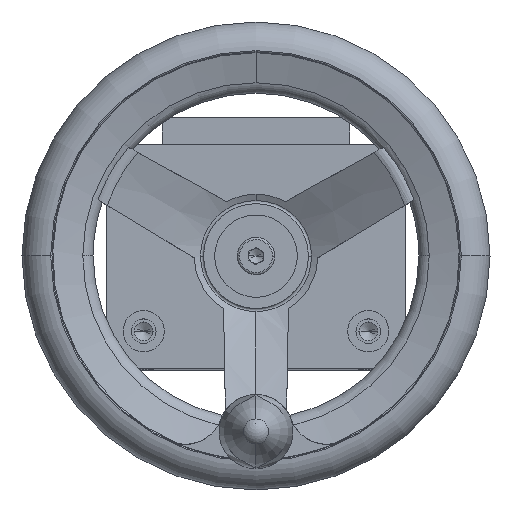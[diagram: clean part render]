
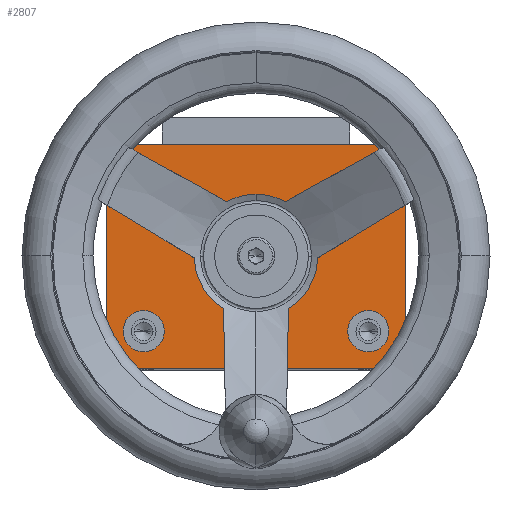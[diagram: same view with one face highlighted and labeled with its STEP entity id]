
A CAD part, top view. The second image highlights one B-rep face of the part: STEP entity #2807.
In plain terms, the highlighted planar face has unit normal (0, 0, 1).
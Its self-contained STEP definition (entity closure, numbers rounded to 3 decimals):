
#275 = EDGE_CURVE ( 'NONE', #19992, #10139, #22367, .T. ) ;
#932 = ORIENTED_EDGE ( 'NONE', *, *, #10310, .F. ) ;
#993 = CARTESIAN_POINT ( 'NONE',  ( 0., 30., 115. ) ) ;
#1087 = CARTESIAN_POINT ( 'NONE',  ( 30., 10., 115. ) ) ;
#1293 = VERTEX_POINT ( 'NONE', #20774 ) ;
#1598 = LINE ( 'NONE', #28625, #16838 ) ;
#2242 = EDGE_LOOP ( 'NONE', ( #10958, #8733, #11962, #15590 ) ) ;
#2470 = CARTESIAN_POINT ( 'NONE',  ( -35.5, 50., 115. ) ) ;
#2704 = CIRCLE ( 'NONE', #25912, 7. ) ;
#2807 = ADVANCED_FACE ( 'NONE', ( #27073, #25172, #22861, #11942, #18602, #27505 ), #13828, .T. ) ;
#3122 = VECTOR ( 'NONE', #21325, 1000. ) ;
#3782 = CARTESIAN_POINT ( 'NONE',  ( 40., 0., 115. ) ) ;
#4308 = DIRECTION ( 'NONE',  ( 1., 0., 0. ) ) ;
#4408 = DIRECTION ( 'NONE',  ( 0., 0., 1. ) ) ;
#4976 = ORIENTED_EDGE ( 'NONE', *, *, #25917, .F. ) ;
#4987 = ORIENTED_EDGE ( 'NONE', *, *, #24194, .F. ) ;
#4996 = DIRECTION ( 'NONE',  ( -1., 0., 0. ) ) ;
#5310 = DIRECTION ( 'NONE',  ( 1., 0., 0. ) ) ;
#5362 = CARTESIAN_POINT ( 'NONE',  ( 40., 0., 115. ) ) ;
#5364 = VERTEX_POINT ( 'NONE', #16604 ) ;
#5383 = EDGE_CURVE ( 'NONE', #23173, #8928, #28075, .T. ) ;
#5430 = DIRECTION ( 'NONE',  ( 1., 0., 0. ) ) ;
#5639 = ORIENTED_EDGE ( 'NONE', *, *, #16337, .F. ) ;
#6560 = CIRCLE ( 'NONE', #9760, 7. ) ;
#6739 = DIRECTION ( 'NONE',  ( 1., 0., 0. ) ) ;
#7043 = CARTESIAN_POINT ( 'NONE',  ( 40., 60., 115. ) ) ;
#7430 = AXIS2_PLACEMENT_3D ( 'NONE', #12129, #25067, #26983 ) ;
#7469 = CARTESIAN_POINT ( 'NONE',  ( -24.5, 50., 115. ) ) ;
#7499 = DIRECTION ( 'NONE',  ( 0., 0., 1. ) ) ;
#7509 = DIRECTION ( 'NONE',  ( 0., 0., 1. ) ) ;
#8128 = ORIENTED_EDGE ( 'NONE', *, *, #21402, .F. ) ;
#8392 = DIRECTION ( 'NONE',  ( 1., 0., 0. ) ) ;
#8733 = ORIENTED_EDGE ( 'NONE', *, *, #22772, .T. ) ;
#8928 = VERTEX_POINT ( 'NONE', #23971 ) ;
#8974 = CARTESIAN_POINT ( 'NONE',  ( 0., 30., 115. ) ) ;
#9442 = EDGE_LOOP ( 'NONE', ( #18837, #4976 ) ) ;
#9471 = EDGE_CURVE ( 'NONE', #28609, #17647, #6560, .T. ) ;
#9582 = CARTESIAN_POINT ( 'NONE',  ( -40., 0., 115. ) ) ;
#9726 = CARTESIAN_POINT ( 'NONE',  ( -7., 30., 115. ) ) ;
#9760 = AXIS2_PLACEMENT_3D ( 'NONE', #8974, #22496, #15766 ) ;
#9765 = EDGE_CURVE ( 'NONE', #5364, #13780, #14250, .T. ) ;
#10112 = DIRECTION ( 'NONE',  ( 0., 0., 1. ) ) ;
#10139 = VERTEX_POINT ( 'NONE', #2470 ) ;
#10249 = EDGE_LOOP ( 'NONE', ( #5639, #28451 ) ) ;
#10310 = EDGE_CURVE ( 'NONE', #1293, #25460, #25135, .T. ) ;
#10379 = DIRECTION ( 'NONE',  ( 0., 0., 1. ) ) ;
#10958 = ORIENTED_EDGE ( 'NONE', *, *, #14918, .T. ) ;
#11066 = CARTESIAN_POINT ( 'NONE',  ( 35.5, 10., 115. ) ) ;
#11880 = LINE ( 'NONE', #5362, #3122 ) ;
#11942 = FACE_BOUND ( 'NONE', #24189, .T. ) ;
#11962 = ORIENTED_EDGE ( 'NONE', *, *, #23633, .T. ) ;
#12044 = LINE ( 'NONE', #9582, #26796 ) ;
#12129 = CARTESIAN_POINT ( 'NONE',  ( -30., 50., 115. ) ) ;
#12448 = CARTESIAN_POINT ( 'NONE',  ( -40., 0., 115. ) ) ;
#12487 = EDGE_CURVE ( 'NONE', #26183, #14411, #21733, .T. ) ;
#12955 = CIRCLE ( 'NONE', #7430, 5.5 ) ;
#13565 = CIRCLE ( 'NONE', #14464, 5.5 ) ;
#13780 = VERTEX_POINT ( 'NONE', #24893 ) ;
#13828 = PLANE ( 'NONE',  #17382 ) ;
#14250 = LINE ( 'NONE', #7043, #23734 ) ;
#14285 = DIRECTION ( 'NONE',  ( 1., 0., 0. ) ) ;
#14411 = VERTEX_POINT ( 'NONE', #11066 ) ;
#14464 = AXIS2_PLACEMENT_3D ( 'NONE', #20830, #16568, #14285 ) ;
#14918 = EDGE_CURVE ( 'NONE', #13780, #25142, #12044, .T. ) ;
#15076 = DIRECTION ( 'NONE',  ( 1., 0., 0. ) ) ;
#15590 = ORIENTED_EDGE ( 'NONE', *, *, #9765, .T. ) ;
#15766 = DIRECTION ( 'NONE',  ( 1., 0., 0. ) ) ;
#16022 = CARTESIAN_POINT ( 'NONE',  ( 35.5, 50., 115. ) ) ;
#16066 = DIRECTION ( 'NONE',  ( 0., 0., 1. ) ) ;
#16294 = DIRECTION ( 'NONE',  ( 1., 0., 0. ) ) ;
#16337 = EDGE_CURVE ( 'NONE', #14411, #26183, #24664, .T. ) ;
#16506 = DIRECTION ( 'NONE',  ( 0., -1., 0. ) ) ;
#16568 = DIRECTION ( 'NONE',  ( 0., 0., 1. ) ) ;
#16604 = CARTESIAN_POINT ( 'NONE',  ( 40., 60., 115. ) ) ;
#16784 = CARTESIAN_POINT ( 'NONE',  ( -30., 10., 115. ) ) ;
#16838 = VECTOR ( 'NONE', #15076, 1000. ) ;
#17382 = AXIS2_PLACEMENT_3D ( 'NONE', #25310, #22720, #5430 ) ;
#17647 = VERTEX_POINT ( 'NONE', #9726 ) ;
#17744 = CARTESIAN_POINT ( 'NONE',  ( -24.5, 10., 115. ) ) ;
#18405 = EDGE_CURVE ( 'NONE', #25460, #1293, #13565, .T. ) ;
#18602 = FACE_BOUND ( 'NONE', #23548, .T. ) ;
#18837 = ORIENTED_EDGE ( 'NONE', *, *, #275, .F. ) ;
#18952 = CARTESIAN_POINT ( 'NONE',  ( 30., 50., 115. ) ) ;
#19992 = VERTEX_POINT ( 'NONE', #7469 ) ;
#20022 = AXIS2_PLACEMENT_3D ( 'NONE', #16784, #10112, #25694 ) ;
#20184 = ORIENTED_EDGE ( 'NONE', *, *, #5383, .F. ) ;
#20774 = CARTESIAN_POINT ( 'NONE',  ( -35.5, 10., 115. ) ) ;
#20830 = CARTESIAN_POINT ( 'NONE',  ( -30., 10., 115. ) ) ;
#20925 = AXIS2_PLACEMENT_3D ( 'NONE', #1087, #7509, #16294 ) ;
#21122 = AXIS2_PLACEMENT_3D ( 'NONE', #18952, #10379, #8392 ) ;
#21325 = DIRECTION ( 'NONE',  ( 0., 1., 0. ) ) ;
#21402 = EDGE_CURVE ( 'NONE', #17647, #28609, #2704, .T. ) ;
#21733 = CIRCLE ( 'NONE', #27279, 5.5 ) ;
#21742 = ORIENTED_EDGE ( 'NONE', *, *, #9471, .F. ) ;
#22060 = EDGE_LOOP ( 'NONE', ( #21742, #8128 ) ) ;
#22367 = CIRCLE ( 'NONE', #27487, 5.5 ) ;
#22406 = CARTESIAN_POINT ( 'NONE',  ( 30., 50., 115. ) ) ;
#22496 = DIRECTION ( 'NONE',  ( 0., 0., 1. ) ) ;
#22720 = DIRECTION ( 'NONE',  ( 0., 0., 1. ) ) ;
#22772 = EDGE_CURVE ( 'NONE', #25142, #24458, #1598, .T. ) ;
#22861 = FACE_BOUND ( 'NONE', #10249, .T. ) ;
#22881 = CARTESIAN_POINT ( 'NONE',  ( -30., 50., 115. ) ) ;
#23173 = VERTEX_POINT ( 'NONE', #16022 ) ;
#23548 = EDGE_LOOP ( 'NONE', ( #28409, #932 ) ) ;
#23633 = EDGE_CURVE ( 'NONE', #24458, #5364, #11880, .T. ) ;
#23734 = VECTOR ( 'NONE', #4996, 1000. ) ;
#23971 = CARTESIAN_POINT ( 'NONE',  ( 24.5, 50., 115. ) ) ;
#24189 = EDGE_LOOP ( 'NONE', ( #20184, #4987 ) ) ;
#24194 = EDGE_CURVE ( 'NONE', #8928, #23173, #28701, .T. ) ;
#24458 = VERTEX_POINT ( 'NONE', #3782 ) ;
#24664 = CIRCLE ( 'NONE', #20925, 5.5 ) ;
#24893 = CARTESIAN_POINT ( 'NONE',  ( -40., 60., 115. ) ) ;
#25067 = DIRECTION ( 'NONE',  ( 0., 0., 1. ) ) ;
#25135 = CIRCLE ( 'NONE', #20022, 5.5 ) ;
#25142 = VERTEX_POINT ( 'NONE', #12448 ) ;
#25172 = FACE_BOUND ( 'NONE', #9442, .T. ) ;
#25310 = CARTESIAN_POINT ( 'NONE',  ( 0., 30., 115. ) ) ;
#25356 = CARTESIAN_POINT ( 'NONE',  ( 7., 30., 115. ) ) ;
#25460 = VERTEX_POINT ( 'NONE', #17744 ) ;
#25694 = DIRECTION ( 'NONE',  ( 1., 0., 0. ) ) ;
#25798 = CARTESIAN_POINT ( 'NONE',  ( 30., 10., 115. ) ) ;
#25912 = AXIS2_PLACEMENT_3D ( 'NONE', #993, #16066, #27601 ) ;
#25917 = EDGE_CURVE ( 'NONE', #10139, #19992, #12955, .T. ) ;
#26183 = VERTEX_POINT ( 'NONE', #26944 ) ;
#26383 = AXIS2_PLACEMENT_3D ( 'NONE', #22406, #4408, #6739 ) ;
#26796 = VECTOR ( 'NONE', #16506, 1000. ) ;
#26944 = CARTESIAN_POINT ( 'NONE',  ( 24.5, 10., 115. ) ) ;
#26983 = DIRECTION ( 'NONE',  ( 1., 0., 0. ) ) ;
#27073 = FACE_BOUND ( 'NONE', #22060, .T. ) ;
#27279 = AXIS2_PLACEMENT_3D ( 'NONE', #25798, #28565, #4308 ) ;
#27487 = AXIS2_PLACEMENT_3D ( 'NONE', #22881, #7499, #5310 ) ;
#27505 = FACE_OUTER_BOUND ( 'NONE', #2242, .T. ) ;
#27601 = DIRECTION ( 'NONE',  ( 1., 0., 0. ) ) ;
#28075 = CIRCLE ( 'NONE', #21122, 5.5 ) ;
#28409 = ORIENTED_EDGE ( 'NONE', *, *, #18405, .F. ) ;
#28451 = ORIENTED_EDGE ( 'NONE', *, *, #12487, .F. ) ;
#28565 = DIRECTION ( 'NONE',  ( 0., 0., 1. ) ) ;
#28609 = VERTEX_POINT ( 'NONE', #25356 ) ;
#28625 = CARTESIAN_POINT ( 'NONE',  ( 40., 0., 115. ) ) ;
#28701 = CIRCLE ( 'NONE', #26383, 5.5 ) ;
